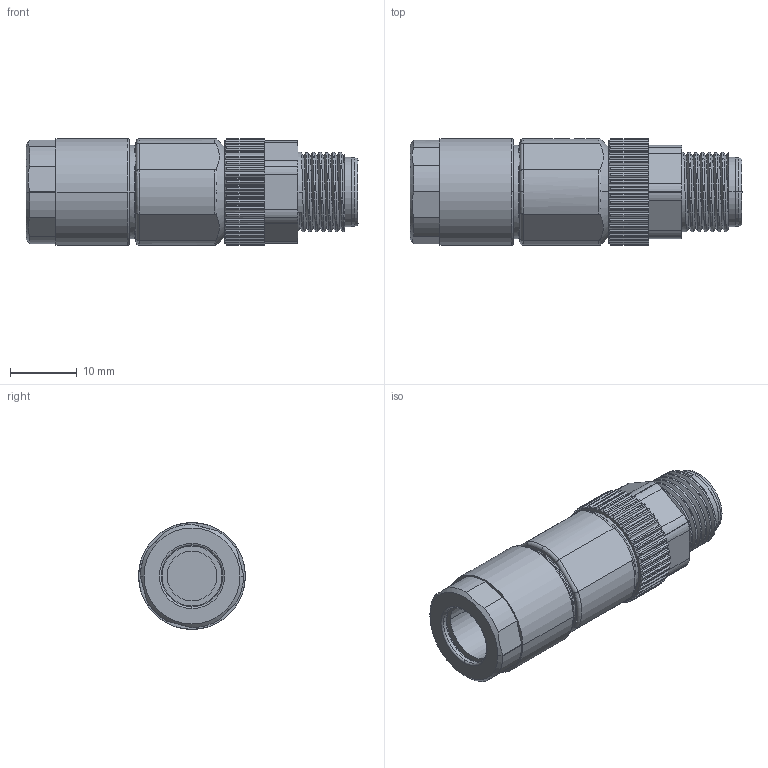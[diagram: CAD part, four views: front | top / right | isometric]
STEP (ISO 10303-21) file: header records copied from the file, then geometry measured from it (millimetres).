
FILE_DESCRIPTION (( 'STEP AP203' ), '1' );
FILE_NAME ('P155.STEP', '2020-05-12T06:23:59', ( 'edpusr' ), ( 'Microsoft' ), 'SwSTEP 2.0', 'SolidWorks 2015', '' );
FILE_SCHEMA (( 'CONFIG_CONTROL_DESIGN' ));
Length unit declared in the file: millimetre
Products named in the file (1): P155
Bounding box: 49.8 x 16 x 16 mm (x, y, z)
Volume: 7111.7 mm3; surface area: 4254.3 mm2
Topology: 1 solids, 5 shells, 605 faces, 1690 edges, 1113 vertices
Faces by surface type: plane 237, cylinder 220, cone 58, bspline 47, torus 35, sphere 8
Entity records: 23595 total; most frequent: CARTESIAN_POINT 8480, ORIENTED_EDGE 3340, DIRECTION 2966, EDGE_CURVE 1670, AXIS2_PLACEMENT_3D 1121, VERTEX_POINT 1103, LINE 724, VECTOR 724
